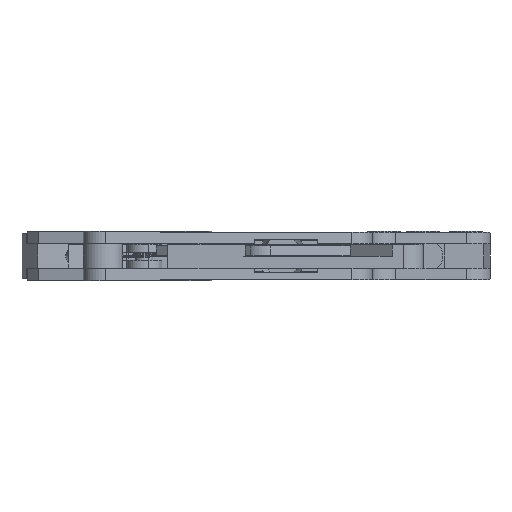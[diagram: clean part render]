
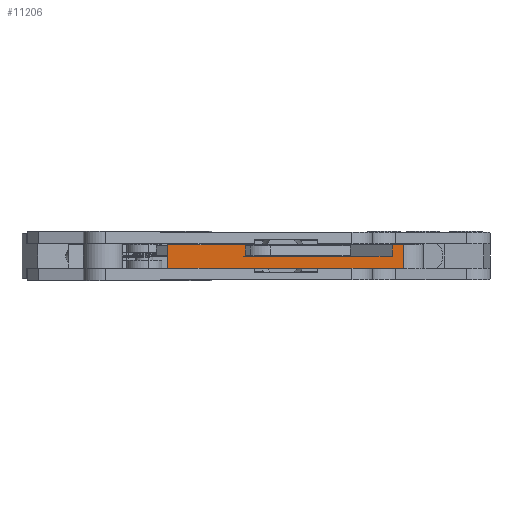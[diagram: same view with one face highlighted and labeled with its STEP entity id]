
A CAD part, front view. The second image highlights one B-rep face of the part: STEP entity #11206.
In plain terms, the highlighted planar face has unit normal (0, -1, 0).
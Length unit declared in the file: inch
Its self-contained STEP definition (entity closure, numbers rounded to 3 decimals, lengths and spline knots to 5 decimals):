
#962 = CARTESIAN_POINT ( 'NONE',  ( 2.13084, -3.36272, -0.12992 ) ) ;
#1112 = DIRECTION ( 'NONE',  ( 0., 0., -1. ) ) ;
#1591 = EDGE_CURVE ( 'NONE', #6676, #26265, #27077, .T. ) ;
#2097 = EDGE_CURVE ( 'NONE', #27901, #22905, #17020, .T. ) ;
#2227 = DIRECTION ( 'NONE',  ( 1., 0., 0. ) ) ;
#2911 = CARTESIAN_POINT ( 'NONE',  ( 3.16587, -3.36272, -0.12992 ) ) ;
#3031 = CARTESIAN_POINT ( 'NONE',  ( 3.16587, -3.36272, 0.11378 ) ) ;
#3350 = VECTOR ( 'NONE', #4965, 39.37008 ) ;
#3422 = ORIENTED_EDGE ( 'NONE', *, *, #26679, .T. ) ;
#3494 = DIRECTION ( 'NONE',  ( -1., 0., 0. ) ) ;
#3559 = VERTEX_POINT ( 'NONE', #14433 ) ;
#4315 = EDGE_CURVE ( 'NONE', #5089, #3559, #21321, .T. ) ;
#4951 = CARTESIAN_POINT ( 'NONE',  ( 0.80366, -3.36272, 0.11378 ) ) ;
#4965 = DIRECTION ( 'NONE',  ( 0., 0., 1. ) ) ;
#5089 = VERTEX_POINT ( 'NONE', #2911 ) ;
#5845 = CARTESIAN_POINT ( 'NONE',  ( 3.05085, -3.36272, -0.00433 ) ) ;
#6676 = VERTEX_POINT ( 'NONE', #28665 ) ;
#6693 = CARTESIAN_POINT ( 'NONE',  ( 1.98477, -3.36272, -0.00433 ) ) ;
#7187 = CARTESIAN_POINT ( 'NONE',  ( 1.58087, -3.36272, 0.11378 ) ) ;
#7402 = DIRECTION ( 'NONE',  ( -1., 0., 0. ) ) ;
#7630 = LINE ( 'NONE', #11956, #25116 ) ;
#7957 = CARTESIAN_POINT ( 'NONE',  ( 2.13084, -3.36272, 0.11378 ) ) ;
#8159 = CARTESIAN_POINT ( 'NONE',  ( 3.16587, -3.36272, 0.11378 ) ) ;
#8294 = CARTESIAN_POINT ( 'NONE',  ( 3.05085, -3.36272, -0.00433 ) ) ;
#8761 = PLANE ( 'NONE',  #22615 ) ;
#8933 = VERTEX_POINT ( 'NONE', #8159 ) ;
#9544 = LINE ( 'NONE', #3031, #13971 ) ;
#9638 = CARTESIAN_POINT ( 'NONE',  ( 2.13084, -3.36272, 0.11378 ) ) ;
#9766 = ORIENTED_EDGE ( 'NONE', *, *, #1591, .F. ) ;
#9798 = EDGE_CURVE ( 'NONE', #8933, #5089, #9544, .T. ) ;
#10991 = ORIENTED_EDGE ( 'NONE', *, *, #2097, .T. ) ;
#11164 = CARTESIAN_POINT ( 'NONE',  ( 2.13084, -3.36272, 0.11378 ) ) ;
#11206 = ADVANCED_FACE ( 'NONE', ( #17968 ), #8761, .T. ) ;
#11941 = LINE ( 'NONE', #18922, #3350 ) ;
#11956 = CARTESIAN_POINT ( 'NONE',  ( 0.80366, -3.36272, 0.11378 ) ) ;
#12085 = EDGE_CURVE ( 'NONE', #6676, #27901, #11941, .T. ) ;
#12809 = EDGE_LOOP ( 'NONE', ( #9766, #26065, #10991, #13128, #17874, #13516, #3422, #17146 ) ) ;
#13128 = ORIENTED_EDGE ( 'NONE', *, *, #18377, .T. ) ;
#13516 = ORIENTED_EDGE ( 'NONE', *, *, #9798, .F. ) ;
#13971 = VECTOR ( 'NONE', #16251, 39.37008 ) ;
#14003 = EDGE_CURVE ( 'NONE', #26265, #26580, #15133, .T. ) ;
#14239 = CARTESIAN_POINT ( 'NONE',  ( 3.05085, -3.36272, 0.11378 ) ) ;
#14433 = CARTESIAN_POINT ( 'NONE',  ( 0.80366, -3.36272, -0.12992 ) ) ;
#14968 = DIRECTION ( 'NONE',  ( -1., 0., 0. ) ) ;
#15133 = LINE ( 'NONE', #8294, #28201 ) ;
#15902 = DIRECTION ( 'NONE',  ( 0., -1., 0. ) ) ;
#16251 = DIRECTION ( 'NONE',  ( 0., 0., -1. ) ) ;
#17020 = LINE ( 'NONE', #7957, #17994 ) ;
#17146 = ORIENTED_EDGE ( 'NONE', *, *, #14003, .F. ) ;
#17612 = VECTOR ( 'NONE', #3494, 39.37008 ) ;
#17874 = ORIENTED_EDGE ( 'NONE', *, *, #4315, .F. ) ;
#17968 = FACE_OUTER_BOUND ( 'NONE', #12809, .T. ) ;
#17994 = VECTOR ( 'NONE', #14968, 39.37008 ) ;
#18377 = EDGE_CURVE ( 'NONE', #22905, #3559, #7630, .T. ) ;
#18521 = VECTOR ( 'NONE', #7402, 39.37008 ) ;
#18922 = CARTESIAN_POINT ( 'NONE',  ( 1.58087, -3.36272, -0.00433 ) ) ;
#19170 = DIRECTION ( 'NONE',  ( 0., 0., 1. ) ) ;
#20910 = LINE ( 'NONE', #9638, #18521 ) ;
#21321 = LINE ( 'NONE', #962, #17612 ) ;
#22615 = AXIS2_PLACEMENT_3D ( 'NONE', #11164, #15902, #2227 ) ;
#22905 = VERTEX_POINT ( 'NONE', #4951 ) ;
#25027 = DIRECTION ( 'NONE',  ( 1., 0., 0. ) ) ;
#25116 = VECTOR ( 'NONE', #1112, 39.37008 ) ;
#26065 = ORIENTED_EDGE ( 'NONE', *, *, #12085, .T. ) ;
#26265 = VERTEX_POINT ( 'NONE', #5845 ) ;
#26580 = VERTEX_POINT ( 'NONE', #14239 ) ;
#26679 = EDGE_CURVE ( 'NONE', #8933, #26580, #20910, .T. ) ;
#27077 = LINE ( 'NONE', #6693, #28422 ) ;
#27901 = VERTEX_POINT ( 'NONE', #7187 ) ;
#28201 = VECTOR ( 'NONE', #19170, 39.37008 ) ;
#28422 = VECTOR ( 'NONE', #25027, 39.37008 ) ;
#28665 = CARTESIAN_POINT ( 'NONE',  ( 1.58087, -3.36272, -0.00433 ) ) ;
